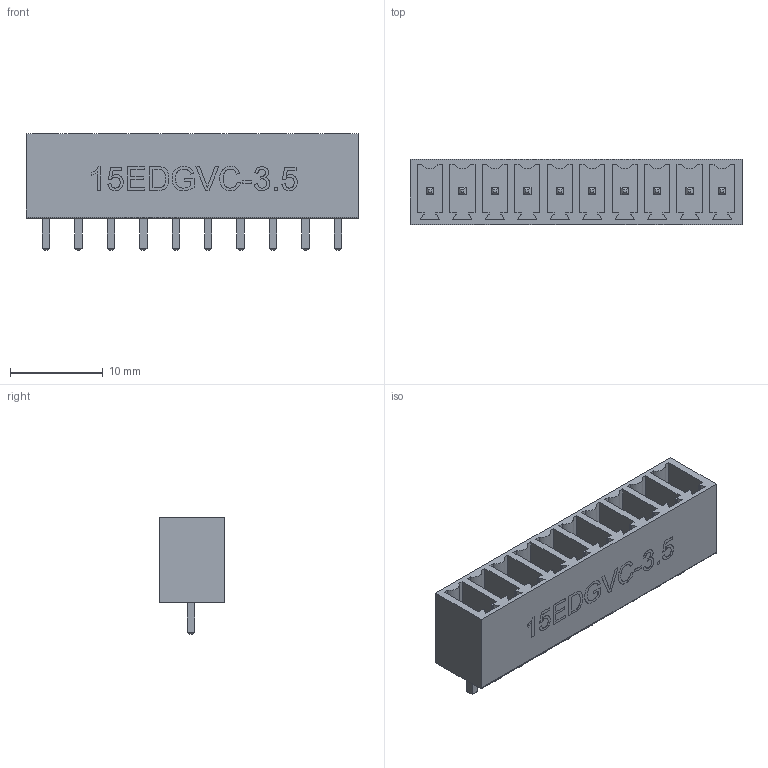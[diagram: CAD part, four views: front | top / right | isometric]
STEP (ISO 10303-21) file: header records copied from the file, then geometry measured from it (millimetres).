
FILE_DESCRIPTION (( 'STEP AP214' ), '1' );
FILE_NAME ('User Library-15EDGVC-3.5-10P-1.STEP', '2021-12-05T19:32:15', ( '' ), ( '' ), 'SwSTEP 2.0', 'SolidWorks 2021', '' );
FILE_SCHEMA (( 'AUTOMOTIVE_DESIGN' ));
Length unit declared in the file: millimetre
Products named in the file (1): User Library-15EDGVC-3.5-10P-1
Bounding box: 35.8 x 7 x 12.6 mm (x, y, z)
Volume: 1241.9 mm3; surface area: 2997.2 mm2
Topology: 1 solids, 1 shells, 473 faces, 1207 edges, 778 vertices
Faces by surface type: plane 401, bspline 61, cylinder 11
Entity records: 20450 total; most frequent: CARTESIAN_POINT 6176, ORIENTED_EDGE 2414, DIRECTION 1933, EDGE_CURVE 1207, LINE 1063, VECTOR 1063, VERTEX_POINT 778, EDGE_LOOP 515
